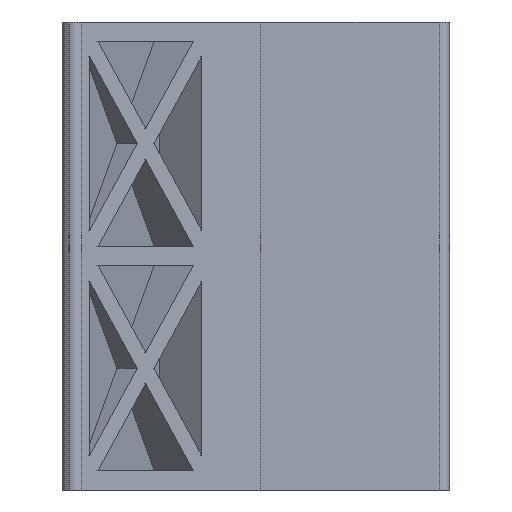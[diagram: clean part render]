
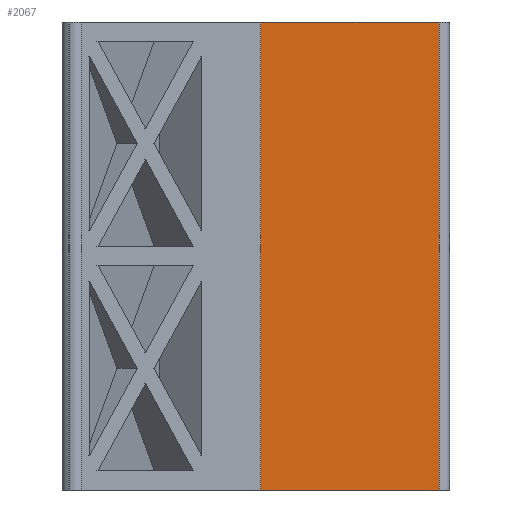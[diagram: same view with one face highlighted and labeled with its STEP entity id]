
A CAD part, left-side view. The second image highlights one B-rep face of the part: STEP entity #2067.
In plain terms, the highlighted planar face has unit normal (-1, 0, 0).
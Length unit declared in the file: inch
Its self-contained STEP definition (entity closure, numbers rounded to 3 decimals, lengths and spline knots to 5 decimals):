
#3 = DIRECTION ( 'NONE',  ( 0., 0., 1. ) ) ;
#10 = CARTESIAN_POINT ( 'NONE',  ( -5.32876, 0.1, 2.0625 ) ) ;
#29 = CARTESIAN_POINT ( 'NONE',  ( -5.32876, 1.81397, -2.25 ) ) ;
#196 = CARTESIAN_POINT ( 'NONE',  ( -5.32876, 0.1, 2.25 ) ) ;
#298 = CARTESIAN_POINT ( 'NONE',  ( -5.32876, 1.81397, 2.25 ) ) ;
#322 = LINE ( 'NONE', #809, #1830 ) ;
#610 = EDGE_CURVE ( 'NONE', #2396, #828, #322, .T. ) ;
#627 = EDGE_CURVE ( 'NONE', #2396, #2327, #2458, .T. ) ;
#670 = DIRECTION ( 'NONE',  ( -1., 0., 0. ) ) ;
#809 = CARTESIAN_POINT ( 'NONE',  ( -5.32876, 0., 2.25 ) ) ;
#828 = VERTEX_POINT ( 'NONE', #196 ) ;
#834 = EDGE_LOOP ( 'NONE', ( #1249, #2134, #954, #2310 ) ) ;
#842 = VERTEX_POINT ( 'NONE', #944 ) ;
#865 = CARTESIAN_POINT ( 'NONE',  ( -5.32876, 1.81397, 2.25 ) ) ;
#908 = CARTESIAN_POINT ( 'NONE',  ( -5.32876, 0., 2.0625 ) ) ;
#944 = CARTESIAN_POINT ( 'NONE',  ( -5.32876, 0.1, -2.25 ) ) ;
#954 = ORIENTED_EDGE ( 'NONE', *, *, #610, .F. ) ;
#1049 = VECTOR ( 'NONE', #1114, 39.37008 ) ;
#1114 = DIRECTION ( 'NONE',  ( 0., 0., -1. ) ) ;
#1249 = ORIENTED_EDGE ( 'NONE', *, *, #2708, .F. ) ;
#1298 = AXIS2_PLACEMENT_3D ( 'NONE', #908, #670, #2882 ) ;
#1309 = LINE ( 'NONE', #1415, #2657 ) ;
#1415 = CARTESIAN_POINT ( 'NONE',  ( -5.32876, 0., -2.25 ) ) ;
#1631 = DIRECTION ( 'NONE',  ( 0., 1., 0. ) ) ;
#1743 = EDGE_CURVE ( 'NONE', #842, #828, #1997, .T. ) ;
#1830 = VECTOR ( 'NONE', #2028, 39.37008 ) ;
#1997 = LINE ( 'NONE', #10, #3085 ) ;
#2028 = DIRECTION ( 'NONE',  ( 0., -1., 0. ) ) ;
#2067 = ADVANCED_FACE ( 'NONE', ( #2662 ), #2859, .T. ) ;
#2134 = ORIENTED_EDGE ( 'NONE', *, *, #1743, .T. ) ;
#2310 = ORIENTED_EDGE ( 'NONE', *, *, #627, .T. ) ;
#2327 = VERTEX_POINT ( 'NONE', #29 ) ;
#2396 = VERTEX_POINT ( 'NONE', #298 ) ;
#2458 = LINE ( 'NONE', #865, #1049 ) ;
#2657 = VECTOR ( 'NONE', #1631, 39.37008 ) ;
#2662 = FACE_OUTER_BOUND ( 'NONE', #834, .T. ) ;
#2708 = EDGE_CURVE ( 'NONE', #842, #2327, #1309, .T. ) ;
#2859 = PLANE ( 'NONE',  #1298 ) ;
#2882 = DIRECTION ( 'NONE',  ( 0., 0., 1. ) ) ;
#3085 = VECTOR ( 'NONE', #3, 39.37008 ) ;
